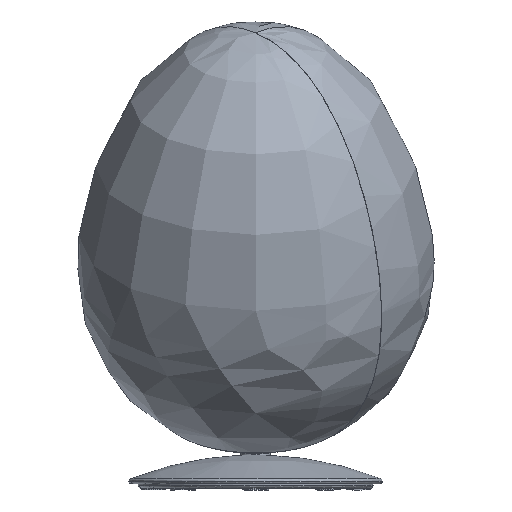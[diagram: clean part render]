
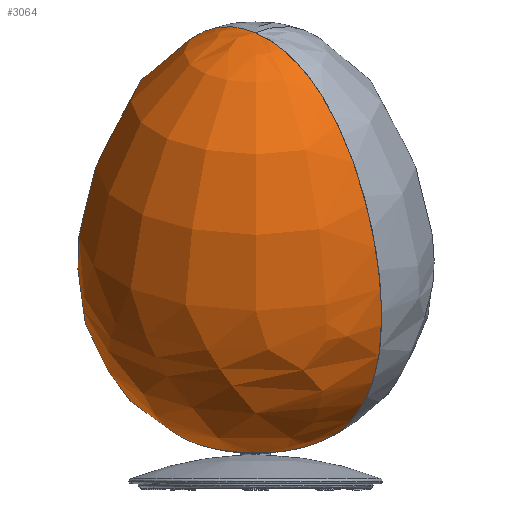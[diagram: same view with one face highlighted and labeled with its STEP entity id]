
A CAD part, front view. The second image highlights one B-rep face of the part: STEP entity #3064.
In plain terms, the highlighted free-form (B-spline) face has degree [3, 2] with [5, 9] control points.
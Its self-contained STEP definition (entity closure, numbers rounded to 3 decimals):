
#3064=ADVANCED_FACE('',(#3274),#7027,.T.);
#3274=FACE_OUTER_BOUND('',#3480,.T.);
#3480=EDGE_LOOP('',(#4095,#4096,#4097));
#4095=ORIENTED_EDGE('',*,*,#4923,.T.);
#4096=ORIENTED_EDGE('',*,*,#4925,.F.);
#4097=ORIENTED_EDGE('',*,*,#4924,.T.);
#4923=EDGE_CURVE('',#6527,#6526,#5550,.T.);
#4924=EDGE_CURVE('',#6528,#6527,#6016,.T.);
#4925=EDGE_CURVE('',#6528,#6526,#5551,.T.);
#5550=B_SPLINE_CURVE_WITH_KNOTS('',3,(#16167,#16168,#16169,#16170,#16171),
 .UNSPECIFIED.,.F.,.F.,(4,1,4),(0.,253.563,510.488),
 .UNSPECIFIED.);
#5551=B_SPLINE_CURVE_WITH_KNOTS('',3,(#16177,#16178,#16179,#16180,#16181),
 .UNSPECIFIED.,.F.,.F.,(4,1,4),(0.,224.787,
452.554),.UNSPECIFIED.);
#6016=(
BOUNDED_CURVE()
B_SPLINE_CURVE(2,(#16172,#16173,#16174,#16175,#16176),.UNSPECIFIED.,.F.,
 .F.)
B_SPLINE_CURVE_WITH_KNOTS((3,2,3),(0.,153.856,307.711),
 .UNSPECIFIED.)
CURVE()
GEOMETRIC_REPRESENTATION_ITEM()
RATIONAL_B_SPLINE_CURVE((1.,0.707,1.,0.707,1.))
REPRESENTATION_ITEM('')
);
#6526=VERTEX_POINT('',#16164);
#6527=VERTEX_POINT('',#16165);
#6528=VERTEX_POINT('',#16166);
#7027=(
BOUNDED_SURFACE()
B_SPLINE_SURFACE(3,2,((#16119,#16120,#16121,#16122,#16123,#16124,#16125,
#16126,#16127),(#16128,#16129,#16130,#16131,#16132,#16133,#16134,#16135,
#16136),(#16137,#16138,#16139,#16140,#16141,#16142,#16143,#16144,#16145),
(#16146,#16147,#16148,#16149,#16150,#16151,#16152,#16153,#16154),(#16155,
#16156,#16157,#16158,#16159,#16160,#16161,#16162,#16163)),.UNSPECIFIED.,
 .F.,.F.,.F.)
B_SPLINE_SURFACE_WITH_KNOTS((4,1,4),(3,2,2,2,3),(0.,
224.787,452.554),(0.,235.593,471.187,
706.78,942.373),.UNSPECIFIED.)
GEOMETRIC_REPRESENTATION_ITEM()
RATIONAL_B_SPLINE_SURFACE(((1.,0.707,1.,
0.707,1.,0.707,1.,
0.707,1.),(1.,0.707,
1.,0.707,1.,0.707,
1.,0.707,1.),(1.,
0.707,1.,0.707,1.,
0.707,1.,0.707,1.),
(1.,0.707,1.,0.707,
1.,0.707,1.,0.707,
1.),(1.,0.707,1.,
0.707,1.,0.707,1.,
0.707,1.)))
REPRESENTATION_ITEM('')
SURFACE()
);
#16119=CARTESIAN_POINT('',(-38.119,-9.429,85.619));
#16120=CARTESIAN_POINT('',(16.277,39.87,108.608));
#16121=CARTESIAN_POINT('',(70.673,-9.429,85.619));
#16122=CARTESIAN_POINT('',(125.07,-58.729,62.631));
#16123=CARTESIAN_POINT('',(70.673,-108.029,39.642));
#16124=CARTESIAN_POINT('',(16.277,-157.329,16.653));
#16125=CARTESIAN_POINT('',(-38.119,-108.029,39.642));
#16126=CARTESIAN_POINT('',(-92.515,-58.729,62.631));
#16127=CARTESIAN_POINT('',(-38.119,-9.429,85.619));
#16128=CARTESIAN_POINT('',(-72.232,9.307,126.158));
#16129=CARTESIAN_POINT('',(16.277,89.523,163.564));
#16130=CARTESIAN_POINT('',(104.786,9.307,126.158));
#16131=CARTESIAN_POINT('',(193.295,-70.91,88.753));
#16132=CARTESIAN_POINT('',(104.786,-151.127,51.347));
#16133=CARTESIAN_POINT('',(16.277,-231.343,13.941));
#16134=CARTESIAN_POINT('',(-72.232,-151.127,51.347));
#16135=CARTESIAN_POINT('',(-160.741,-70.91,88.753));
#16136=CARTESIAN_POINT('',(-72.232,9.307,126.158));
#16137=CARTESIAN_POINT('',(-117.549,2.755,247.437));
#16138=CARTESIAN_POINT('',(16.277,124.042,303.994));
#16139=CARTESIAN_POINT('',(150.103,2.755,247.437));
#16140=CARTESIAN_POINT('',(283.929,-118.533,190.88));
#16141=CARTESIAN_POINT('',(150.103,-239.82,134.322));
#16142=CARTESIAN_POINT('',(16.277,-361.108,77.765));
#16143=CARTESIAN_POINT('',(-117.549,-239.82,134.322));
#16144=CARTESIAN_POINT('',(-251.375,-118.533,190.88));
#16145=CARTESIAN_POINT('',(-117.549,2.755,247.437));
#16146=CARTESIAN_POINT('',(-47.768,-150.195,410.323));
#16147=CARTESIAN_POINT('',(16.277,-92.15,437.39));
#16148=CARTESIAN_POINT('',(80.322,-150.195,410.323));
#16149=CARTESIAN_POINT('',(144.368,-208.239,383.256));
#16150=CARTESIAN_POINT('',(80.322,-266.284,356.19));
#16151=CARTESIAN_POINT('',(16.277,-324.329,329.123));
#16152=CARTESIAN_POINT('',(-47.768,-266.284,356.19));
#16153=CARTESIAN_POINT('',(-111.813,-208.239,383.256));
#16154=CARTESIAN_POINT('',(-47.768,-150.195,410.323));
#16155=CARTESIAN_POINT('',(16.277,-208.239,383.256));
#16156=CARTESIAN_POINT('',(16.277,-208.239,383.256));
#16157=CARTESIAN_POINT('',(16.277,-208.239,383.256));
#16158=CARTESIAN_POINT('',(16.277,-208.239,383.256));
#16159=CARTESIAN_POINT('',(16.277,-208.239,383.256));
#16160=CARTESIAN_POINT('',(16.277,-208.239,383.256));
#16161=CARTESIAN_POINT('',(16.277,-208.239,383.256));
#16162=CARTESIAN_POINT('',(16.277,-208.239,383.256));
#16163=CARTESIAN_POINT('',(16.277,-208.239,383.256));
#16164=CARTESIAN_POINT('',(16.277,-208.239,383.256));
#16165=CARTESIAN_POINT('',(70.673,-108.029,39.642));
#16166=CARTESIAN_POINT('',(-38.119,-9.429,85.619));
#16167=CARTESIAN_POINT('',(70.673,-108.029,39.642));
#16168=CARTESIAN_POINT('',(104.786,-151.127,51.347));
#16169=CARTESIAN_POINT('',(150.103,-239.82,134.322));
#16170=CARTESIAN_POINT('',(80.322,-266.284,356.19));
#16171=CARTESIAN_POINT('',(16.277,-208.239,383.256));
#16172=CARTESIAN_POINT('',(-38.119,-9.429,85.619));
#16173=CARTESIAN_POINT('',(-92.515,-58.729,62.631));
#16174=CARTESIAN_POINT('',(-38.119,-108.029,39.642));
#16175=CARTESIAN_POINT('',(16.277,-157.329,16.653));
#16176=CARTESIAN_POINT('',(70.673,-108.029,39.642));
#16177=CARTESIAN_POINT('',(-38.119,-9.429,85.619));
#16178=CARTESIAN_POINT('',(-72.232,9.307,126.158));
#16179=CARTESIAN_POINT('',(-117.549,2.755,247.437));
#16180=CARTESIAN_POINT('',(-47.768,-150.195,410.323));
#16181=CARTESIAN_POINT('',(16.277,-208.239,383.256));
